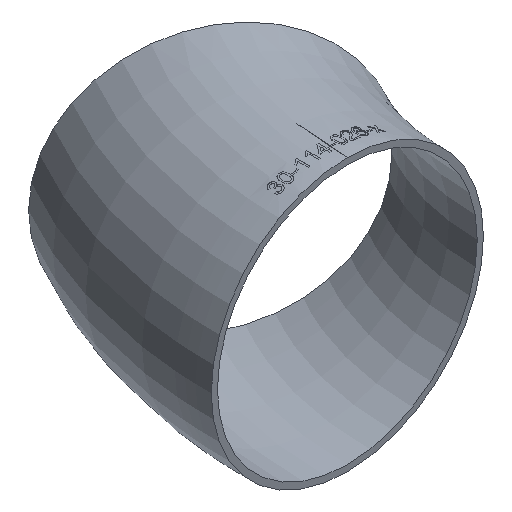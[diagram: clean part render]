
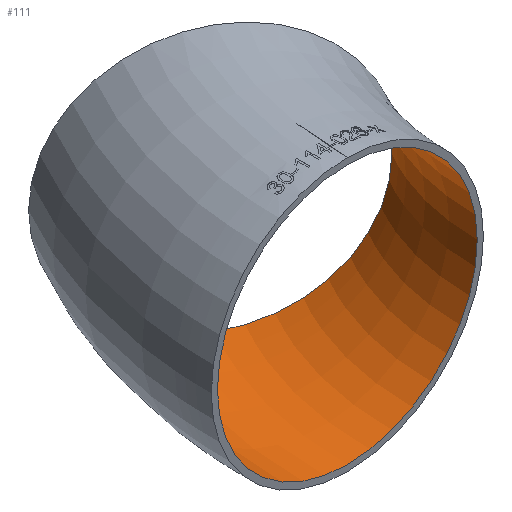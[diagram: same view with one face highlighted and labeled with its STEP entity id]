
A CAD part, isometric view. The second image highlights one B-rep face of the part: STEP entity #111.
In plain terms, the highlighted toroidal (fillet/blend) face has major radius 152.5 mm and minor radius 54.55 mm.
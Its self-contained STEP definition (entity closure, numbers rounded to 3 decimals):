
#111 = ADVANCED_FACE ( 'NONE', ( #2328, #5355 ), #2785, .F. ) ;
#347 = DIRECTION ( 'NONE',  ( 0., 1., 0. ) ) ;
#460 = DIRECTION ( 'NONE',  ( -1., 0., 0. ) ) ;
#930 = CARTESIAN_POINT ( 'NONE',  ( -179.311, 103.525, 0. ) ) ;
#1011 = EDGE_CURVE ( 'NONE', #15426, #15426, #3466, .T. ) ;
#2328 = FACE_OUTER_BOUND ( 'NONE', #16315, .T. ) ;
#2785 = TOROIDAL_SURFACE ( 'NONE', #8783, 152.5, 54.55 ) ;
#3216 = EDGE_LOOP ( 'NONE', ( #8543 ) ) ;
#3466 = CIRCLE ( 'NONE', #10471, 54.55 ) ;
#3694 = DIRECTION ( 'NONE',  ( 0., 0., -1. ) ) ;
#3982 = DIRECTION ( 'NONE',  ( 0.5, 0.866, 0. ) ) ;
#5355 = FACE_OUTER_BOUND ( 'NONE', #3216, .T. ) ;
#6813 = DIRECTION ( 'NONE',  ( 0., 0., 1. ) ) ;
#8543 = ORIENTED_EDGE ( 'NONE', *, *, #19460, .F. ) ;
#8783 = AXIS2_PLACEMENT_3D ( 'NONE', #15156, #3694, #460 ) ;
#10471 = AXIS2_PLACEMENT_3D ( 'NONE', #11610, #3982, #17942 ) ;
#11551 = ORIENTED_EDGE ( 'NONE', *, *, #1011, .T. ) ;
#11610 = CARTESIAN_POINT ( 'NONE',  ( -132.069, 76.25, 0. ) ) ;
#12982 = CARTESIAN_POINT ( 'NONE',  ( -152.5, 0., 0. ) ) ;
#14618 = AXIS2_PLACEMENT_3D ( 'NONE', #12982, #347, #6813 ) ;
#15156 = CARTESIAN_POINT ( 'NONE',  ( 0., 0., 0. ) ) ;
#15426 = VERTEX_POINT ( 'NONE', #930 ) ;
#15614 = CIRCLE ( 'NONE', #14618, 54.55 ) ;
#16315 = EDGE_LOOP ( 'NONE', ( #11551 ) ) ;
#16789 = VERTEX_POINT ( 'NONE', #18431 ) ;
#17942 = DIRECTION ( 'NONE',  ( -0.866, 0.5, 0. ) ) ;
#18431 = CARTESIAN_POINT ( 'NONE',  ( -152.5, 0., 54.55 ) ) ;
#19460 = EDGE_CURVE ( 'NONE', #16789, #16789, #15614, .T. ) ;
